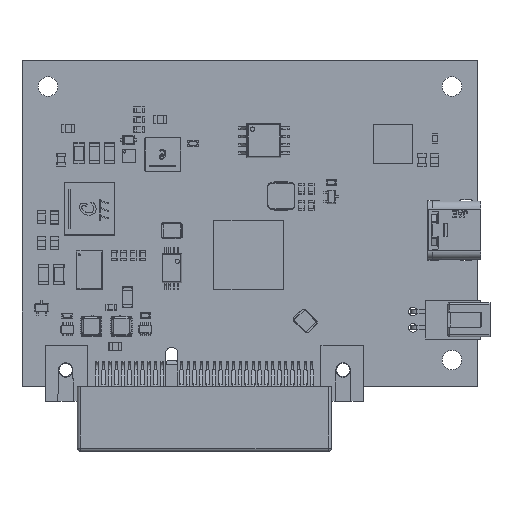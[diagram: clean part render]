
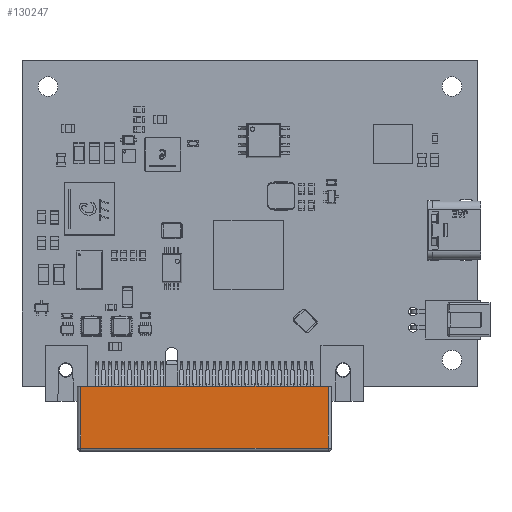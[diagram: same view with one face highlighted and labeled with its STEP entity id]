
A CAD part, top view. The second image highlights one B-rep face of the part: STEP entity #130247.
In plain terms, the highlighted face is planar.
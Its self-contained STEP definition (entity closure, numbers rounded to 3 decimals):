
#72585 = VERTEX_POINT('',#72586);
#72586 = CARTESIAN_POINT('',(19.,3.7,-0.5));
#72609 = EDGE_CURVE('',#72585,#72610,#72612,.T.);
#72610 = VERTEX_POINT('',#72611);
#72611 = CARTESIAN_POINT('',(-19.,3.7,-0.5));
#72612 = LINE('',#72613,#72614);
#72613 = CARTESIAN_POINT('',(19.,3.7,-0.5));
#72614 = VECTOR('',#72615,1.);
#72615 = DIRECTION('',(-1.,0.,0.));
#72764 = EDGE_CURVE('',#72610,#72765,#72767,.T.);
#72765 = VERTEX_POINT('',#72766);
#72766 = CARTESIAN_POINT('',(-19.,3.7,-10.));
#72767 = LINE('',#72768,#72769);
#72768 = CARTESIAN_POINT('',(-19.,3.7,-0.5));
#72769 = VECTOR('',#72770,1.);
#72770 = DIRECTION('',(0.,0.,-1.));
#72925 = VERTEX_POINT('',#72926);
#72926 = CARTESIAN_POINT('',(19.,3.7,-10.));
#72933 = EDGE_CURVE('',#72765,#72925,#72934,.T.);
#72934 = LINE('',#72935,#72936);
#72935 = CARTESIAN_POINT('',(-19.,3.7,-10.));
#72936 = VECTOR('',#72937,1.);
#72937 = DIRECTION('',(1.,0.,0.));
#130234 = EDGE_CURVE('',#72585,#72925,#130235,.T.);
#130235 = LINE('',#130236,#130237);
#130236 = CARTESIAN_POINT('',(19.,3.7,-0.5));
#130237 = VECTOR('',#130238,1.);
#130238 = DIRECTION('',(0.,0.,-1.));
#130247 = ADVANCED_FACE('',(#130248),#130254,.T.);
#130248 = FACE_BOUND('',#130249,.F.);
#130249 = EDGE_LOOP('',(#130250,#130251,#130252,#130253));
#130250 = ORIENTED_EDGE('',*,*,#72764,.T.);
#130251 = ORIENTED_EDGE('',*,*,#72933,.T.);
#130252 = ORIENTED_EDGE('',*,*,#130234,.F.);
#130253 = ORIENTED_EDGE('',*,*,#72609,.T.);
#130254 = PLANE('',#130255);
#130255 = AXIS2_PLACEMENT_3D('',#130256,#130257,#130258);
#130256 = CARTESIAN_POINT('',(19.5,3.7,0.));
#130257 = DIRECTION('',(0.,1.,0.));
#130258 = DIRECTION('',(-1.,0.,0.));
